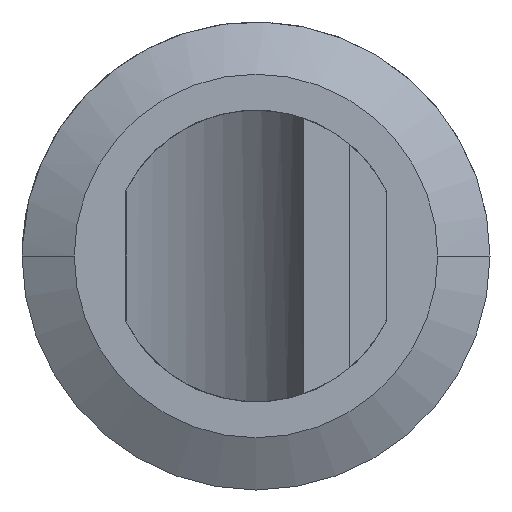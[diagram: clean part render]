
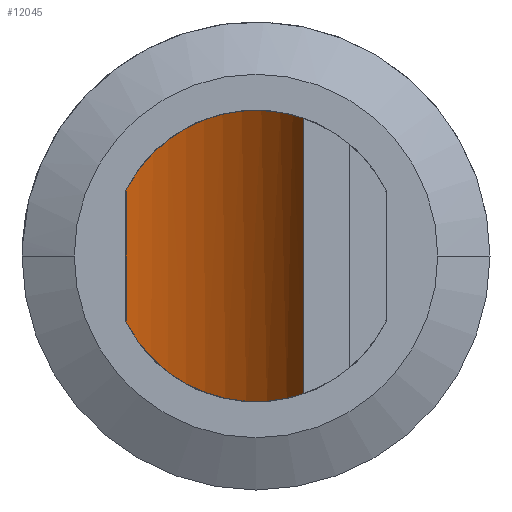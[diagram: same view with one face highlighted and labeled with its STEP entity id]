
A CAD part, left-side view. The second image highlights one B-rep face of the part: STEP entity #12045.
In plain terms, the highlighted cylindrical face has radius 14 mm (diameter 28 mm), a partial arc.
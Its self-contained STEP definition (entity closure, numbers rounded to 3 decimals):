
#11781=CARTESIAN_POINT('',(-37.3,-2.731,
-7.944));
#11782=CARTESIAN_POINT('',(-36.771,-2.5,
-8.023));
#11783=CARTESIAN_POINT('',(-35.77,-1.987,
-8.177));
#11784=CARTESIAN_POINT('',(-34.42,-1.076,
-8.349));
#11785=CARTESIAN_POINT('',(-33.283,-0.108,
-8.418));
#11786=CARTESIAN_POINT('',(-32.34,0.878,
-8.373));
#11787=CARTESIAN_POINT('',(-31.567,1.852,
-8.213));
#11788=CARTESIAN_POINT('',(-30.936,2.802,
-7.939));
#11789=CARTESIAN_POINT('',(-30.424,3.72,
-7.553));
#11790=CARTESIAN_POINT('',(-30.015,4.599,
-7.054));
#11791=CARTESIAN_POINT('',(-29.693,5.428,
-6.439));
#11792=CARTESIAN_POINT('',(-29.449,6.195,
-5.707));
#11793=CARTESIAN_POINT('',(-29.27,6.881,
-4.859));
#11794=CARTESIAN_POINT('',(-29.188,7.268,
-4.228));
#11795=CARTESIAN_POINT('',(-29.154,7.443,
-3.894));
#11797=CARTESIAN_POINT('',(-29.154,7.443,
3.894));
#11798=CARTESIAN_POINT('',(-29.188,7.268,
4.228));
#11799=CARTESIAN_POINT('',(-29.27,6.881,
4.859));
#11800=CARTESIAN_POINT('',(-29.449,6.195,
5.707));
#11801=CARTESIAN_POINT('',(-29.693,5.428,
6.439));
#11802=CARTESIAN_POINT('',(-30.015,4.599,
7.054));
#11803=CARTESIAN_POINT('',(-30.424,3.72,
7.553));
#11804=CARTESIAN_POINT('',(-30.936,2.802,
7.939));
#11805=CARTESIAN_POINT('',(-31.567,1.852,
8.213));
#11806=CARTESIAN_POINT('',(-32.34,0.878,
8.373));
#11807=CARTESIAN_POINT('',(-33.283,-0.108,
8.418));
#11808=CARTESIAN_POINT('',(-34.42,-1.076,
8.349));
#11809=CARTESIAN_POINT('',(-35.77,-1.987,
8.177));
#11810=CARTESIAN_POINT('',(-36.771,-2.5,
8.023));
#11811=CARTESIAN_POINT('',(-37.3,-2.731,
7.944));
#11813=DIRECTION('',(0.,0.,1.));
#11814=VECTOR('',#11813,15.887);
#11815=CARTESIAN_POINT('',(-37.3,-2.731,
-7.944));
#11816=LINE('',#11815,#11814);
#11817=CARTESIAN_POINT('',(-29.154,7.443,
-3.894));
#11818=CARTESIAN_POINT('',(-29.152,7.455,
-3.87));
#11819=CARTESIAN_POINT('',(-29.148,7.476,
-3.82));
#11820=CARTESIAN_POINT('',(-29.144,7.496,
-3.742));
#11821=CARTESIAN_POINT('',(-29.144,7.5,-3.689));
#11822=CARTESIAN_POINT('',(-29.144,7.5,-3.662));
#11887=CARTESIAN_POINT('',(-29.144,7.5,3.662));
#11888=CARTESIAN_POINT('',(-29.144,7.5,3.689));
#11889=CARTESIAN_POINT('',(-29.144,7.496,
3.742));
#11890=CARTESIAN_POINT('',(-29.148,7.476,
3.82));
#11891=CARTESIAN_POINT('',(-29.152,7.455,
3.87));
#11892=CARTESIAN_POINT('',(-29.154,7.443,
3.894));
#11898=DIRECTION('',(0.,0.,1.));
#11899=VECTOR('',#11898,7.324);
#11900=CARTESIAN_POINT('',(-29.144,7.5,-3.662));
#11901=LINE('',#11900,#11899);
#11930=CARTESIAN_POINT('',(-37.3,-2.731,
-7.944));
#11932=VERTEX_POINT('',#11930);
#11935=CARTESIAN_POINT('',(-37.3,-2.731,
7.944));
#11937=VERTEX_POINT('',#11935);
#11938=VERTEX_POINT('',#11817);
#11939=VERTEX_POINT('',#11822);
#11940=VERTEX_POINT('',#11887);
#11941=VERTEX_POINT('',#11892);
#12027=CARTESIAN_POINT('',(-42.9,10.1,-10.5));
#12028=DIRECTION('',(0.,0.,1.));
#12029=DIRECTION('',(1.,0.,0.));
#12030=AXIS2_PLACEMENT_3D('',#12027,#12028,#12029);
#12031=CYLINDRICAL_SURFACE('',#12030,14.);
#12032=ORIENTED_EDGE('',*,*,#12005,.T.);
#12034=ORIENTED_EDGE('',*,*,#12033,.T.);
#12036=ORIENTED_EDGE('',*,*,#12035,.T.);
#12038=ORIENTED_EDGE('',*,*,#12037,.T.);
#12040=ORIENTED_EDGE('',*,*,#12039,.T.);
#12042=ORIENTED_EDGE('',*,*,#12041,.F.);
#12043=EDGE_LOOP('',(#12032,#12034,#12036,#12038,#12040,#12042));
#12044=FACE_OUTER_BOUND('',#12043,.F.);
#12045=ADVANCED_FACE('',(#12044),#12031,.F.);
#11796=B_SPLINE_CURVE_WITH_KNOTS('',3,(#11781,#11782,#11783,#11784,#11785,
#11786,#11787,#11788,#11789,#11790,#11791,#11792,#11793,#11794,#11795),
.UNSPECIFIED.,.F.,.F.,(4,1,1,1,1,1,1,1,1,1,1,1,4),(0.,0.083,
0.167,0.25,0.333,0.417,0.5,
0.583,0.667,0.75,0.833,0.917,
1.),.UNSPECIFIED.);
#11812=B_SPLINE_CURVE_WITH_KNOTS('',3,(#11797,#11798,#11799,#11800,#11801,
#11802,#11803,#11804,#11805,#11806,#11807,#11808,#11809,#11810,#11811),
.UNSPECIFIED.,.F.,.F.,(4,1,1,1,1,1,1,1,1,1,1,1,4),(0.,0.083,
0.167,0.25,0.333,0.417,0.5,
0.583,0.667,0.75,0.833,0.917,
1.),.UNSPECIFIED.);
#11823=B_SPLINE_CURVE_WITH_KNOTS('',3,(#11817,#11818,#11819,#11820,#11821,
#11822),.UNSPECIFIED.,.F.,.F.,(4,1,1,4),(0.,0.333,
0.667,1.),.UNSPECIFIED.);
#11893=B_SPLINE_CURVE_WITH_KNOTS('',3,(#11887,#11888,#11889,#11890,#11891,
#11892),.UNSPECIFIED.,.F.,.F.,(4,1,1,4),(0.,0.333,
0.667,1.),.UNSPECIFIED.);
#12005=EDGE_CURVE('',#11932,#11938,#11796,.T.);
#12033=EDGE_CURVE('',#11938,#11939,#11823,.T.);
#12035=EDGE_CURVE('',#11939,#11940,#11901,.T.);
#12037=EDGE_CURVE('',#11940,#11941,#11893,.T.);
#12039=EDGE_CURVE('',#11941,#11937,#11812,.T.);
#12041=EDGE_CURVE('',#11932,#11937,#11816,.T.);
